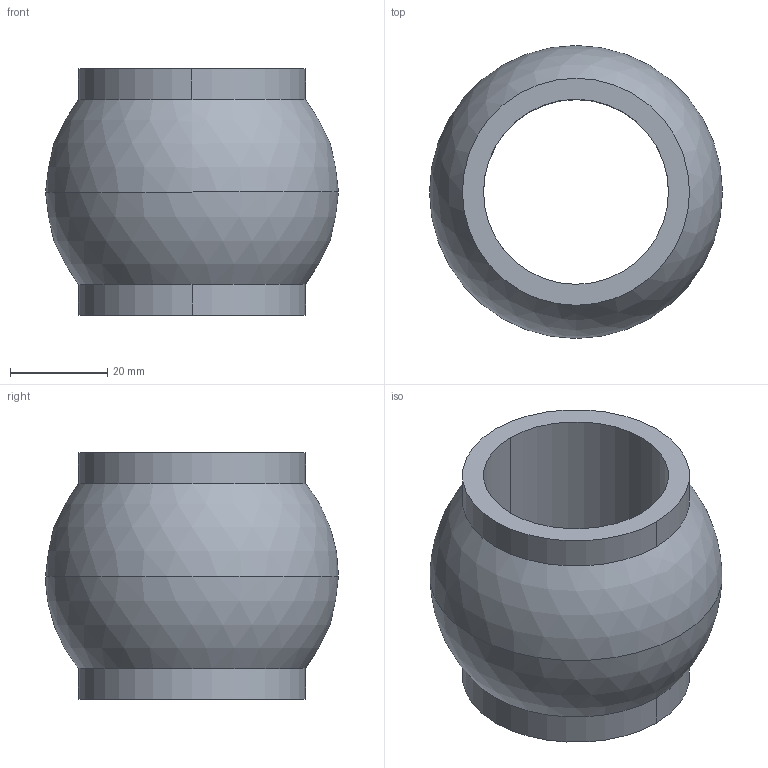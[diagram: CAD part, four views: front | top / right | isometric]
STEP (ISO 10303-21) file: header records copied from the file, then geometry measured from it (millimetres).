
FILE_DESCRIPTION (( 'STEP AP203' ), '1' );
FILE_NAME ('SteeringActCylBearing_Secondary.STEP', '2023-07-27T05:57:40', ( '' ), ( '' ), 'SwSTEP 2.0', 'SolidWorks 2021', '' );
FILE_SCHEMA (( 'CONFIG_CONTROL_DESIGN' ));
Length unit declared in the file: centimetre
Products named in the file (3): Steer Cylinder _1_; SteeringActCylBearing_Secondary; Part 2-9
Assembly tree (2 placements, depth 3):
  SteeringActCylBearing_Secondary
    Steer Cylinder _1_
      Part 2-9
Bounding box: 60.33 x 60.33 x 50.81 mm (x, y, z)
Volume: 58318.9 mm3; surface area: 16323.1 mm2
Topology: 1 solids, 1 shells, 10 faces, 22 edges, 14 vertices
Faces by surface type: cylinder 6, sphere 2, plane 2
Entity records: 587 total; most frequent: DIRECTION 66, CARTESIAN_POINT 50, ORIENTED_EDGE 40, AXIS2_PLACEMENT_3D 30, PERSON_AND_ORGANIZATION 26, EDGE_CURVE 20, LOCAL_TIME 19, COORDINATED_UNIVERSAL_TIME_OFFSET 19
